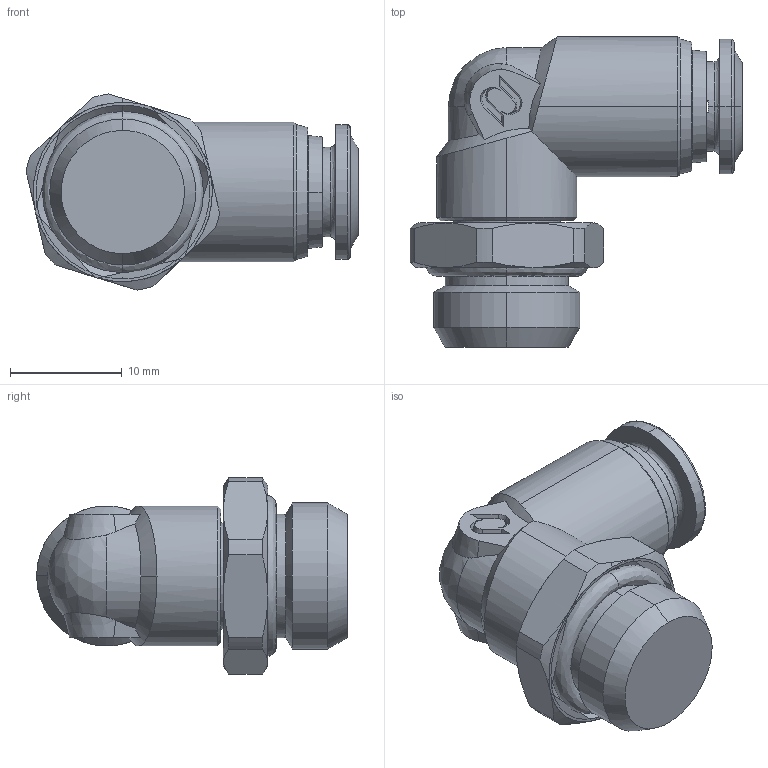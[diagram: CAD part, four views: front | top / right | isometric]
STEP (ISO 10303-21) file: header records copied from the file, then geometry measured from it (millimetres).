
FILE_DESCRIPTION (( 'STEP AP214' ), '1' );
FILE_NAME ('7011600009A.STEP', '2012-10-22T13:44:26', ( '' ), ( '' ), 'SwSTEP 2.0', 'SolidWorks 2012', '' );
FILE_SCHEMA (( 'AUTOMOTIVE_DESIGN' ));
Length unit declared in the file: millimetre
Products named in the file (1): 7011600009A
Bounding box: 29.73 x 27.83 x 17.57 mm (x, y, z)
Volume: 5149 mm3; surface area: 2434.1 mm2
Topology: 1 solids, 1 shells, 130 faces, 331 edges, 213 vertices
Faces by surface type: cone 47, plane 47, cylinder 23, bspline 13
Entity records: 6217 total; most frequent: CARTESIAN_POINT 2442, ORIENTED_EDGE 660, DIRECTION 549, EDGE_CURVE 330, AXIS2_PLACEMENT_3D 219, VERTEX_POINT 213, EDGE_LOOP 143, FACE_OUTER_BOUND 130
